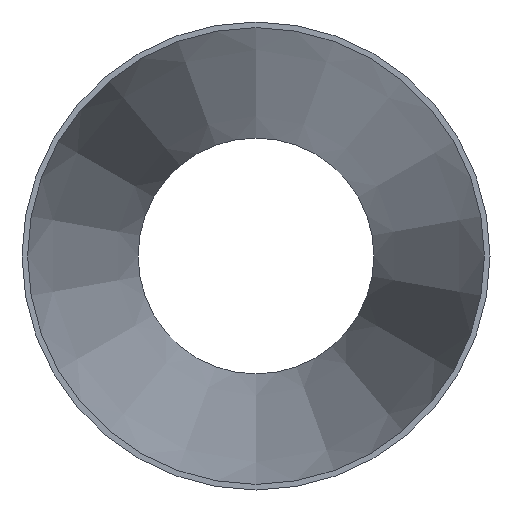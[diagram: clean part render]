
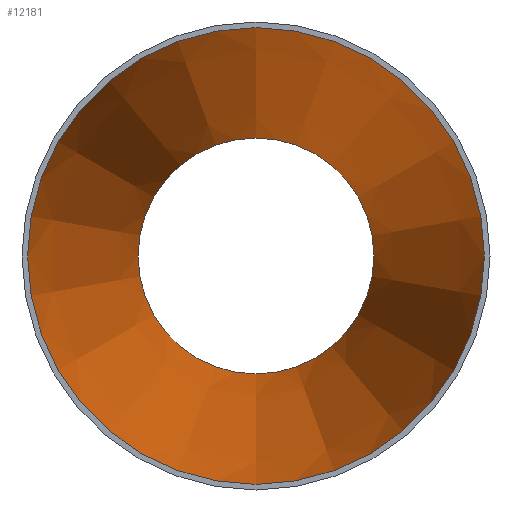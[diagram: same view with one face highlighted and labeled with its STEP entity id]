
A CAD part, front view. The second image highlights one B-rep face of the part: STEP entity #12181.
In plain terms, the highlighted conical face has half-angle 9.47 degrees and reference radius 82.122 mm.
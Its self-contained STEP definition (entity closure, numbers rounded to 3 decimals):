
#933 = VERTEX_POINT ( 'NONE', #7085 ) ;
#5900 = AXIS2_PLACEMENT_3D ( 'NONE', #12573, #21788, #28338 ) ;
#7085 = CARTESIAN_POINT ( 'NONE',  ( 0., 0., -82.122 ) ) ;
#7358 = ORIENTED_EDGE ( 'NONE', *, *, #21428, .F. ) ;
#10631 = DIRECTION ( 'NONE',  ( 0., -1., 0. ) ) ;
#12181 = ADVANCED_FACE ( 'NONE', ( #26391, #17389 ), #23168, .F. ) ;
#12508 = CIRCLE ( 'NONE', #18749, 82.122 ) ;
#12573 = CARTESIAN_POINT ( 'NONE',  ( 0., 0., 0. ) ) ;
#15645 = AXIS2_PLACEMENT_3D ( 'NONE', #24592, #10631, #17528 ) ;
#17389 = FACE_OUTER_BOUND ( 'NONE', #27000, .T. ) ;
#17528 = DIRECTION ( 'NONE',  ( 0., 0., -1. ) ) ;
#18749 = AXIS2_PLACEMENT_3D ( 'NONE', #29715, #23257, #25069 ) ;
#18902 = ORIENTED_EDGE ( 'NONE', *, *, #28501, .T. ) ;
#21231 = VERTEX_POINT ( 'NONE', #28075 ) ;
#21428 = EDGE_CURVE ( 'NONE', #21231, #21231, #28588, .T. ) ;
#21788 = DIRECTION ( 'NONE',  ( 0., -1., 0. ) ) ;
#23168 = CONICAL_SURFACE ( 'NONE', #5900, 82.122, 0.165 ) ;
#23257 = DIRECTION ( 'NONE',  ( 0., -1., 0. ) ) ;
#23577 = EDGE_LOOP ( 'NONE', ( #7358 ) ) ;
#24592 = CARTESIAN_POINT ( 'NONE',  ( 0., 238., 0. ) ) ;
#25069 = DIRECTION ( 'NONE',  ( 0., 0., -1. ) ) ;
#26391 = FACE_BOUND ( 'NONE', #23577, .T. ) ;
#27000 = EDGE_LOOP ( 'NONE', ( #18902 ) ) ;
#28075 = CARTESIAN_POINT ( 'NONE',  ( 0., 238., -42.422 ) ) ;
#28338 = DIRECTION ( 'NONE',  ( 0., 0., -1. ) ) ;
#28501 = EDGE_CURVE ( 'NONE', #933, #933, #12508, .T. ) ;
#28588 = CIRCLE ( 'NONE', #15645, 42.422 ) ;
#29715 = CARTESIAN_POINT ( 'NONE',  ( 0., 0., 0. ) ) ;
